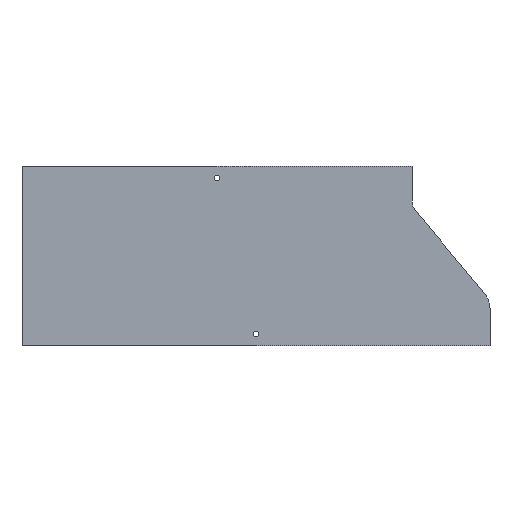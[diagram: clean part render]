
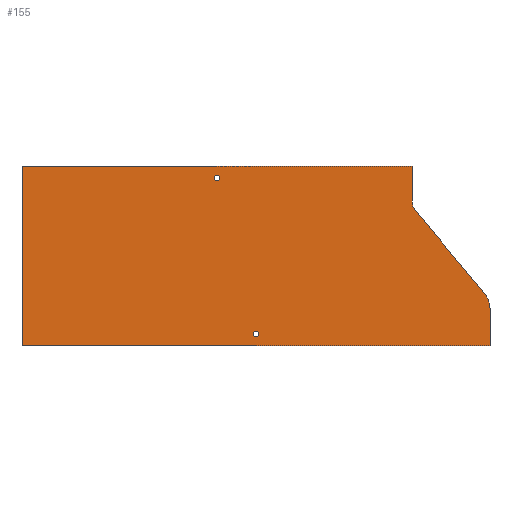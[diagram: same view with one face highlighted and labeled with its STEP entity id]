
A CAD part, front view. The second image highlights one B-rep face of the part: STEP entity #155.
In plain terms, the highlighted planar face has unit normal (0, -1, 0).
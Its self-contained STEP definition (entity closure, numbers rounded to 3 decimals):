
#27 = EDGE_CURVE ( 'NONE', #1382, #1371, #1324, .T. ) ;
#28 = EDGE_CURVE ( 'NONE', #1383, #1382, #1319, .T. ) ;
#29 = EDGE_CURVE ( 'NONE', #1407, #1383, #1316, .T. ) ;
#30 = EDGE_CURVE ( 'NONE', #1387, #1386, #1314, .T. ) ;
#31 = EDGE_CURVE ( 'NONE', #1185, #1185, #1317, .T. ) ;
#40 = AXIS2_PLACEMENT_3D ( 'NONE', #524, #825, #826 ) ;
#41 = AXIS2_PLACEMENT_3D ( 'NONE', #839, #842, #841 ) ;
#42 = AXIS2_PLACEMENT_3D ( 'NONE', #572, #533, #669 ) ;
#48 = AXIS2_PLACEMENT_3D ( 'NONE', #787, #789, #792 ) ;
#107 = AXIS2_PLACEMENT_3D ( 'NONE', #562, #559, #563 ) ;
#155 = ADVANCED_FACE ( 'NONE', ( #1300, #1294, #1296 ), #782, .F. ) ;
#212 = CARTESIAN_POINT ( 'NONE',  ( 500., 0., 0. ) ) ;
#222 = CARTESIAN_POINT ( 'NONE',  ( 600., 0., -230. ) ) ;
#238 = CARTESIAN_POINT ( 'NONE',  ( 600., 0., -182.241 ) ) ;
#256 = CARTESIAN_POINT ( 'NONE',  ( 0., 0., -230. ) ) ;
#257 = CARTESIAN_POINT ( 'NONE',  ( 0., 0., 0. ) ) ;
#260 = CARTESIAN_POINT ( 'NONE',  ( 593.047, 0., -163.035 ) ) ;
#261 = CARTESIAN_POINT ( 'NONE',  ( 504.636, 0., -56.942 ) ) ;
#273 = CARTESIAN_POINT ( 'NONE',  ( 500., 0., -44.139 ) ) ;
#324 = DIRECTION ( 'NONE',  ( 0., 0., 1. ) ) ;
#325 = CARTESIAN_POINT ( 'NONE',  ( 600., 0., -182.241 ) ) ;
#353 = CARTESIAN_POINT ( 'NONE',  ( 300., 0., -218.5 ) ) ;
#355 = CARTESIAN_POINT ( 'NONE',  ( 250., 0., -18.5 ) ) ;
#467 = DIRECTION ( 'NONE',  ( 0., 0., 1. ) ) ;
#481 = CARTESIAN_POINT ( 'NONE',  ( 500., 0., 0. ) ) ;
#521 = DIRECTION ( 'NONE',  ( -1., 0., 0. ) ) ;
#524 = CARTESIAN_POINT ( 'NONE',  ( 520., 0., -44.139 ) ) ;
#526 = CARTESIAN_POINT ( 'NONE',  ( -500., 0., 0. ) ) ;
#533 = DIRECTION ( 'NONE',  ( 0., -1., 0. ) ) ;
#538 = DIRECTION ( 'NONE',  ( 1., 0., 0. ) ) ;
#559 = DIRECTION ( 'NONE',  ( 0., -1., 0. ) ) ;
#562 = CARTESIAN_POINT ( 'NONE',  ( 300., 0., -215. ) ) ;
#563 = DIRECTION ( 'NONE',  ( 0., 0., -1. ) ) ;
#572 = CARTESIAN_POINT ( 'NONE',  ( 250., 0., -15. ) ) ;
#574 = CARTESIAN_POINT ( 'NONE',  ( -600., 0., -230. ) ) ;
#669 = DIRECTION ( 'NONE',  ( 0., 0., -1. ) ) ;
#782 = PLANE ( 'NONE',  #48 ) ;
#787 = CARTESIAN_POINT ( 'NONE',  ( -520., 0., -44.139 ) ) ;
#789 = DIRECTION ( 'NONE',  ( 0., 1., 0. ) ) ;
#792 = DIRECTION ( 'NONE',  ( 0., 0., 1. ) ) ;
#810 = DIRECTION ( 'NONE',  ( 0., 0., 1. ) ) ;
#811 = CARTESIAN_POINT ( 'NONE',  ( 504.636, 0., -56.942 ) ) ;
#825 = DIRECTION ( 'NONE',  ( 0., 1., 0. ) ) ;
#826 = DIRECTION ( 'NONE',  ( 0., 0., 1. ) ) ;
#839 = CARTESIAN_POINT ( 'NONE',  ( 570., 0., -182.241 ) ) ;
#841 = DIRECTION ( 'NONE',  ( 0., 0., 1. ) ) ;
#842 = DIRECTION ( 'NONE',  ( 0., -1., 0. ) ) ;
#862 = DIRECTION ( 'NONE',  ( -0.64, 0., 0.768 ) ) ;
#864 = CARTESIAN_POINT ( 'NONE',  ( 0., 0., 0. ) ) ;
#906 = EDGE_CURVE ( 'NONE', #1423, #1387, #1064, .T. ) ;
#908 = EDGE_CURVE ( 'NONE', #1386, #1431, #1070, .T. ) ;
#918 = EDGE_CURVE ( 'NONE', #1187, #1187, #1089, .T. ) ;
#936 = EDGE_CURVE ( 'NONE', #1371, #1431, #1114, .T. ) ;
#959 = EDGE_CURVE ( 'NONE', #1423, #1407, #1154, .T. ) ;
#1064 = LINE ( 'NONE', #574, #1069 ) ;
#1069 = VECTOR ( 'NONE', #521, 1000. ) ;
#1070 = LINE ( 'NONE', #526, #1073 ) ;
#1073 = VECTOR ( 'NONE', #538, 1000. ) ;
#1089 = CIRCLE ( 'NONE', #107, 3.5 ) ;
#1114 = LINE ( 'NONE', #481, #1121 ) ;
#1121 = VECTOR ( 'NONE', #467, 1000. ) ;
#1154 = LINE ( 'NONE', #325, #1157 ) ;
#1157 = VECTOR ( 'NONE', #324, 1000. ) ;
#1185 = VERTEX_POINT ( 'NONE', #355 ) ;
#1187 = VERTEX_POINT ( 'NONE', #353 ) ;
#1294 = FACE_BOUND ( 'NONE', #1472, .T. ) ;
#1296 = FACE_OUTER_BOUND ( 'NONE', #1504, .T. ) ;
#1300 = FACE_BOUND ( 'NONE', #1488, .T. ) ;
#1312 = VECTOR ( 'NONE', #810, 1000. ) ;
#1314 = LINE ( 'NONE', #864, #1312 ) ;
#1315 = VECTOR ( 'NONE', #862, 1000. ) ;
#1316 = CIRCLE ( 'NONE', #41, 30. ) ;
#1317 = CIRCLE ( 'NONE', #42, 3.5 ) ;
#1319 = LINE ( 'NONE', #811, #1315 ) ;
#1324 = CIRCLE ( 'NONE', #40, 20. ) ;
#1371 = VERTEX_POINT ( 'NONE', #273 ) ;
#1382 = VERTEX_POINT ( 'NONE', #261 ) ;
#1383 = VERTEX_POINT ( 'NONE', #260 ) ;
#1386 = VERTEX_POINT ( 'NONE', #257 ) ;
#1387 = VERTEX_POINT ( 'NONE', #256 ) ;
#1407 = VERTEX_POINT ( 'NONE', #238 ) ;
#1423 = VERTEX_POINT ( 'NONE', #222 ) ;
#1431 = VERTEX_POINT ( 'NONE', #212 ) ;
#1472 = EDGE_LOOP ( 'NONE', ( #1741 ) ) ;
#1488 = EDGE_LOOP ( 'NONE', ( #1742 ) ) ;
#1504 = EDGE_LOOP ( 'NONE', ( #1740, #1739, #1738, #1737, #1736, #1735, #1734, #1733 ) ) ;
#1733 = ORIENTED_EDGE ( 'NONE', *, *, #936, .T. ) ;
#1734 = ORIENTED_EDGE ( 'NONE', *, *, #27, .T. ) ;
#1735 = ORIENTED_EDGE ( 'NONE', *, *, #28, .T. ) ;
#1736 = ORIENTED_EDGE ( 'NONE', *, *, #29, .T. ) ;
#1737 = ORIENTED_EDGE ( 'NONE', *, *, #959, .T. ) ;
#1738 = ORIENTED_EDGE ( 'NONE', *, *, #906, .F. ) ;
#1739 = ORIENTED_EDGE ( 'NONE', *, *, #30, .F. ) ;
#1740 = ORIENTED_EDGE ( 'NONE', *, *, #908, .F. ) ;
#1741 = ORIENTED_EDGE ( 'NONE', *, *, #31, .F. ) ;
#1742 = ORIENTED_EDGE ( 'NONE', *, *, #918, .F. ) ;
